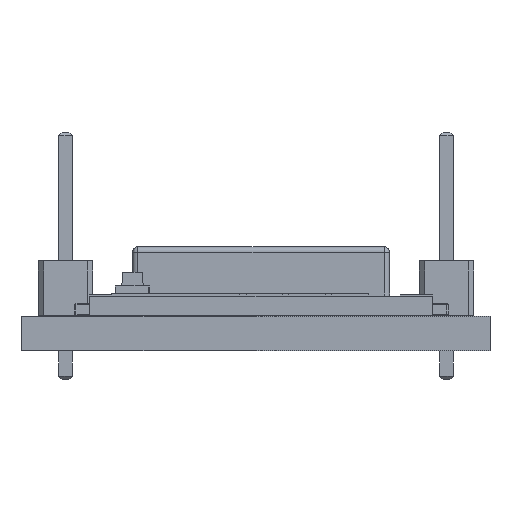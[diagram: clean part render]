
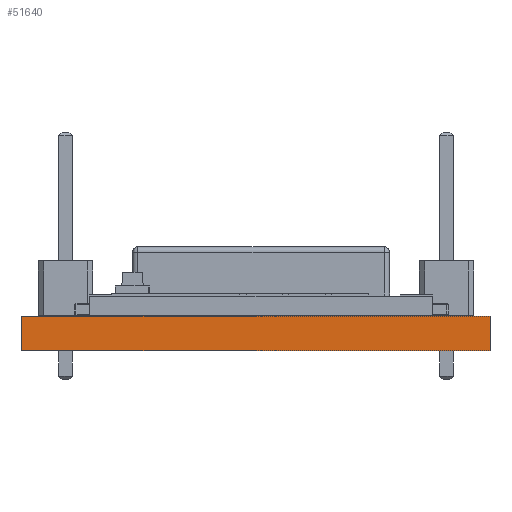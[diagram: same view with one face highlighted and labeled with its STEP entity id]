
A CAD part, front view. The second image highlights one B-rep face of the part: STEP entity #51640.
In plain terms, the highlighted planar face has unit normal (0, -1, 0).
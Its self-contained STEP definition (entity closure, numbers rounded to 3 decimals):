
#50560 = PLANE('',#50561);
#50561 = AXIS2_PLACEMENT_3D('',#50562,#50563,#50564);
#50562 = CARTESIAN_POINT('',(163.068,-119.38,0.));
#50563 = DIRECTION('',(-1.,0.,0.));
#50564 = DIRECTION('',(0.,1.,0.));
#50588 = PLANE('',#50589);
#50589 = AXIS2_PLACEMENT_3D('',#50590,#50591,#50592);
#50590 = CARTESIAN_POINT('',(152.146,-93.472,1.6));
#50591 = DIRECTION('',(0.,0.,1.));
#50592 = DIRECTION('',(1.,0.,-0.));
#50642 = PLANE('',#50643);
#50643 = AXIS2_PLACEMENT_3D('',#50644,#50645,#50646);
#50644 = CARTESIAN_POINT('',(152.146,-93.472,0.));
#50645 = DIRECTION('',(0.,0.,1.));
#50646 = DIRECTION('',(1.,0.,-0.));
#50657 = EDGE_CURVE('',#50658,#50660,#50662,.T.);
#50658 = VERTEX_POINT('',#50659);
#50659 = CARTESIAN_POINT('',(163.068,-119.38,0.));
#50660 = VERTEX_POINT('',#50661);
#50661 = CARTESIAN_POINT('',(163.068,-119.38,1.6));
#50662 = SURFACE_CURVE('',#50663,(#50667,#50674),.PCURVE_S1.);
#50663 = LINE('',#50664,#50665);
#50664 = CARTESIAN_POINT('',(163.068,-119.38,0.));
#50665 = VECTOR('',#50666,1.);
#50666 = DIRECTION('',(0.,0.,1.));
#50667 = PCURVE('',#50560,#50668);
#50668 = DEFINITIONAL_REPRESENTATION('',(#50669),#50673);
#50669 = LINE('',#50670,#50671);
#50670 = CARTESIAN_POINT('',(0.,0.));
#50671 = VECTOR('',#50672,1.);
#50672 = DIRECTION('',(0.,-1.));
#50673 = ( GEOMETRIC_REPRESENTATION_CONTEXT(2) 
PARAMETRIC_REPRESENTATION_CONTEXT() REPRESENTATION_CONTEXT('2D SPACE',''
  ) );
#50674 = PCURVE('',#50675,#50680);
#50675 = PLANE('',#50676);
#50676 = AXIS2_PLACEMENT_3D('',#50677,#50678,#50679);
#50677 = CARTESIAN_POINT('',(141.224,-119.38,0.));
#50678 = DIRECTION('',(0.,1.,0.));
#50679 = DIRECTION('',(1.,0.,0.));
#50680 = DEFINITIONAL_REPRESENTATION('',(#50681),#50685);
#50681 = LINE('',#50682,#50683);
#50682 = CARTESIAN_POINT('',(21.844,0.));
#50683 = VECTOR('',#50684,1.);
#50684 = DIRECTION('',(0.,-1.));
#50685 = ( GEOMETRIC_REPRESENTATION_CONTEXT(2) 
PARAMETRIC_REPRESENTATION_CONTEXT() REPRESENTATION_CONTEXT('2D SPACE',''
  ) );
#50835 = VERTEX_POINT('',#50836);
#50836 = CARTESIAN_POINT('',(141.224,-119.38,0.));
#50850 = PLANE('',#50851);
#50851 = AXIS2_PLACEMENT_3D('',#50852,#50853,#50854);
#50852 = CARTESIAN_POINT('',(141.224,-84.328,0.));
#50853 = DIRECTION('',(1.,0.,-0.));
#50854 = DIRECTION('',(0.,-1.,0.));
#50862 = EDGE_CURVE('',#50835,#50658,#50863,.T.);
#50863 = SURFACE_CURVE('',#50864,(#50868,#50875),.PCURVE_S1.);
#50864 = LINE('',#50865,#50866);
#50865 = CARTESIAN_POINT('',(141.224,-119.38,0.));
#50866 = VECTOR('',#50867,1.);
#50867 = DIRECTION('',(1.,0.,0.));
#50868 = PCURVE('',#50642,#50869);
#50869 = DEFINITIONAL_REPRESENTATION('',(#50870),#50874);
#50870 = LINE('',#50871,#50872);
#50871 = CARTESIAN_POINT('',(-10.922,-25.908));
#50872 = VECTOR('',#50873,1.);
#50873 = DIRECTION('',(1.,0.));
#50874 = ( GEOMETRIC_REPRESENTATION_CONTEXT(2) 
PARAMETRIC_REPRESENTATION_CONTEXT() REPRESENTATION_CONTEXT('2D SPACE',''
  ) );
#50875 = PCURVE('',#50675,#50876);
#50876 = DEFINITIONAL_REPRESENTATION('',(#50877),#50881);
#50877 = LINE('',#50878,#50879);
#50878 = CARTESIAN_POINT('',(0.,0.));
#50879 = VECTOR('',#50880,1.);
#50880 = DIRECTION('',(1.,0.));
#50881 = ( GEOMETRIC_REPRESENTATION_CONTEXT(2) 
PARAMETRIC_REPRESENTATION_CONTEXT() REPRESENTATION_CONTEXT('2D SPACE',''
  ) );
#51285 = VERTEX_POINT('',#51286);
#51286 = CARTESIAN_POINT('',(141.224,-119.38,1.6));
#51307 = EDGE_CURVE('',#51285,#50660,#51308,.T.);
#51308 = SURFACE_CURVE('',#51309,(#51313,#51320),.PCURVE_S1.);
#51309 = LINE('',#51310,#51311);
#51310 = CARTESIAN_POINT('',(141.224,-119.38,1.6));
#51311 = VECTOR('',#51312,1.);
#51312 = DIRECTION('',(1.,0.,0.));
#51313 = PCURVE('',#50588,#51314);
#51314 = DEFINITIONAL_REPRESENTATION('',(#51315),#51319);
#51315 = LINE('',#51316,#51317);
#51316 = CARTESIAN_POINT('',(-10.922,-25.908));
#51317 = VECTOR('',#51318,1.);
#51318 = DIRECTION('',(1.,0.));
#51319 = ( GEOMETRIC_REPRESENTATION_CONTEXT(2) 
PARAMETRIC_REPRESENTATION_CONTEXT() REPRESENTATION_CONTEXT('2D SPACE',''
  ) );
#51320 = PCURVE('',#50675,#51321);
#51321 = DEFINITIONAL_REPRESENTATION('',(#51322),#51326);
#51322 = LINE('',#51323,#51324);
#51323 = CARTESIAN_POINT('',(0.,-1.6));
#51324 = VECTOR('',#51325,1.);
#51325 = DIRECTION('',(1.,0.));
#51326 = ( GEOMETRIC_REPRESENTATION_CONTEXT(2) 
PARAMETRIC_REPRESENTATION_CONTEXT() REPRESENTATION_CONTEXT('2D SPACE',''
  ) );
#51640 = ADVANCED_FACE('',(#51641),#50675,.F.);
#51641 = FACE_BOUND('',#51642,.F.);
#51642 = EDGE_LOOP('',(#51643,#51664,#51665,#51666));
#51643 = ORIENTED_EDGE('',*,*,#51644,.T.);
#51644 = EDGE_CURVE('',#50835,#51285,#51645,.T.);
#51645 = SURFACE_CURVE('',#51646,(#51650,#51657),.PCURVE_S1.);
#51646 = LINE('',#51647,#51648);
#51647 = CARTESIAN_POINT('',(141.224,-119.38,0.));
#51648 = VECTOR('',#51649,1.);
#51649 = DIRECTION('',(0.,0.,1.));
#51650 = PCURVE('',#50675,#51651);
#51651 = DEFINITIONAL_REPRESENTATION('',(#51652),#51656);
#51652 = LINE('',#51653,#51654);
#51653 = CARTESIAN_POINT('',(0.,0.));
#51654 = VECTOR('',#51655,1.);
#51655 = DIRECTION('',(0.,-1.));
#51656 = ( GEOMETRIC_REPRESENTATION_CONTEXT(2) 
PARAMETRIC_REPRESENTATION_CONTEXT() REPRESENTATION_CONTEXT('2D SPACE',''
  ) );
#51657 = PCURVE('',#50850,#51658);
#51658 = DEFINITIONAL_REPRESENTATION('',(#51659),#51663);
#51659 = LINE('',#51660,#51661);
#51660 = CARTESIAN_POINT('',(35.052,0.));
#51661 = VECTOR('',#51662,1.);
#51662 = DIRECTION('',(0.,-1.));
#51663 = ( GEOMETRIC_REPRESENTATION_CONTEXT(2) 
PARAMETRIC_REPRESENTATION_CONTEXT() REPRESENTATION_CONTEXT('2D SPACE',''
  ) );
#51664 = ORIENTED_EDGE('',*,*,#51307,.T.);
#51665 = ORIENTED_EDGE('',*,*,#50657,.F.);
#51666 = ORIENTED_EDGE('',*,*,#50862,.F.);
